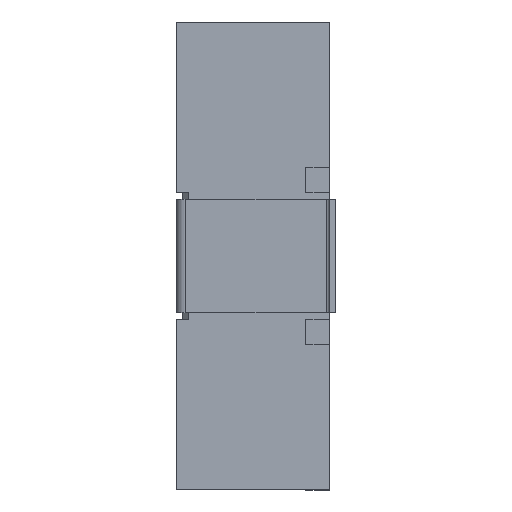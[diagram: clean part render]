
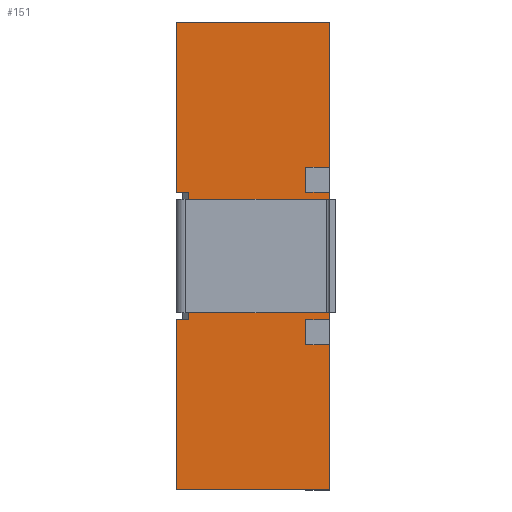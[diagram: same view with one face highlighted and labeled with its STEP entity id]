
A CAD part, left-side view. The second image highlights one B-rep face of the part: STEP entity #151.
In plain terms, the highlighted planar face has unit normal (-1, 0, 0).
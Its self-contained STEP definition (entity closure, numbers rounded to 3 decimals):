
#29 = DIRECTION ( 'NONE',  ( 0., 1., 0. ) ) ;
#80 = DIRECTION ( 'NONE',  ( 0., 0., 1. ) ) ;
#118 = VECTOR ( 'NONE', #4014, 1000. ) ;
#151 = ADVANCED_FACE ( 'NONE', ( #4129 ), #2411, .F. ) ;
#258 = VECTOR ( 'NONE', #2502, 1000. ) ;
#271 = ORIENTED_EDGE ( 'NONE', *, *, #3676, .F. ) ;
#313 = ORIENTED_EDGE ( 'NONE', *, *, #2170, .F. ) ;
#407 = CARTESIAN_POINT ( 'NONE',  ( -9.145, 0., 2.8 ) ) ;
#437 = CARTESIAN_POINT ( 'NONE',  ( -9.145, 4.83, -7.365 ) ) ;
#445 = VECTOR ( 'NONE', #1595, 1000. ) ;
#448 = ORIENTED_EDGE ( 'NONE', *, *, #984, .T. ) ;
#501 = DIRECTION ( 'NONE',  ( 0., 0., -1. ) ) ;
#574 = ORIENTED_EDGE ( 'NONE', *, *, #2635, .T. ) ;
#580 = DIRECTION ( 'NONE',  ( 0., 0., 1. ) ) ;
#618 = VECTOR ( 'NONE', #29, 1000. ) ;
#625 = VECTOR ( 'NONE', #1981, 1000. ) ;
#631 = EDGE_CURVE ( 'NONE', #1883, #938, #1586, .T. ) ;
#744 = LINE ( 'NONE', #4659, #3546 ) ;
#769 = ORIENTED_EDGE ( 'NONE', *, *, #631, .T. ) ;
#779 = LINE ( 'NONE', #3406, #3946 ) ;
#791 = VERTEX_POINT ( 'NONE', #3492 ) ;
#794 = EDGE_CURVE ( 'NONE', #2537, #4329, #744, .T. ) ;
#800 = CARTESIAN_POINT ( 'NONE',  ( -9.145, 0.75, -7.365 ) ) ;
#827 = EDGE_CURVE ( 'NONE', #2843, #1021, #2873, .T. ) ;
#881 = CARTESIAN_POINT ( 'NONE',  ( -9.145, 0., 7.365 ) ) ;
#899 = CARTESIAN_POINT ( 'NONE',  ( -9.145, 0.75, 0. ) ) ;
#915 = EDGE_CURVE ( 'NONE', #2664, #3920, #1424, .T. ) ;
#917 = LINE ( 'NONE', #2632, #3900 ) ;
#938 = VERTEX_POINT ( 'NONE', #3543 ) ;
#978 = ORIENTED_EDGE ( 'NONE', *, *, #3411, .F. ) ;
#984 = EDGE_CURVE ( 'NONE', #791, #4715, #2127, .T. ) ;
#994 = VECTOR ( 'NONE', #4713, 1000. ) ;
#1021 = VERTEX_POINT ( 'NONE', #407 ) ;
#1099 = CARTESIAN_POINT ( 'NONE',  ( -9.145, 4.83, 7.365 ) ) ;
#1101 = VECTOR ( 'NONE', #4692, 1000. ) ;
#1245 = CARTESIAN_POINT ( 'NONE',  ( -9.145, 0.75, -2. ) ) ;
#1314 = VECTOR ( 'NONE', #2650, 1000. ) ;
#1359 = ORIENTED_EDGE ( 'NONE', *, *, #2926, .T. ) ;
#1393 = LINE ( 'NONE', #3347, #4705 ) ;
#1424 = LINE ( 'NONE', #3568, #445 ) ;
#1450 = DIRECTION ( 'NONE',  ( 0., 1., 0. ) ) ;
#1486 = CARTESIAN_POINT ( 'NONE',  ( -9.145, 0.75, -2. ) ) ;
#1586 = LINE ( 'NONE', #4358, #2902 ) ;
#1595 = DIRECTION ( 'NONE',  ( 0., -1., 0. ) ) ;
#1608 = CARTESIAN_POINT ( 'NONE',  ( -9.145, 4.43, 2. ) ) ;
#1635 = DIRECTION ( 'NONE',  ( 0., -1., 0. ) ) ;
#1683 = EDGE_CURVE ( 'NONE', #2300, #791, #4680, .T. ) ;
#1752 = CARTESIAN_POINT ( 'NONE',  ( -9.145, 4.83, -2. ) ) ;
#1780 = VECTOR ( 'NONE', #80, 1000. ) ;
#1883 = VERTEX_POINT ( 'NONE', #1486 ) ;
#1901 = VERTEX_POINT ( 'NONE', #2008 ) ;
#1910 = LINE ( 'NONE', #3591, #1780 ) ;
#1981 = DIRECTION ( 'NONE',  ( 0., -1., 0. ) ) ;
#2008 = CARTESIAN_POINT ( 'NONE',  ( -9.145, 4.83, 2. ) ) ;
#2127 = LINE ( 'NONE', #2826, #618 ) ;
#2170 = EDGE_CURVE ( 'NONE', #4977, #3303, #2673, .T. ) ;
#2300 = VERTEX_POINT ( 'NONE', #1608 ) ;
#2411 = PLANE ( 'NONE',  #2667 ) ;
#2480 = ORIENTED_EDGE ( 'NONE', *, *, #794, .F. ) ;
#2502 = DIRECTION ( 'NONE',  ( 0., 0., -1. ) ) ;
#2537 = VERTEX_POINT ( 'NONE', #4618 ) ;
#2632 = CARTESIAN_POINT ( 'NONE',  ( -9.145, 0.75, 2. ) ) ;
#2635 = EDGE_CURVE ( 'NONE', #2537, #1883, #1910, .T. ) ;
#2639 = ORIENTED_EDGE ( 'NONE', *, *, #915, .F. ) ;
#2650 = DIRECTION ( 'NONE',  ( 0., 0., -1. ) ) ;
#2664 = VERTEX_POINT ( 'NONE', #4390 ) ;
#2667 = AXIS2_PLACEMENT_3D ( 'NONE', #1245, #4028, #4497 ) ;
#2673 = LINE ( 'NONE', #4666, #625 ) ;
#2717 = LINE ( 'NONE', #5071, #1101 ) ;
#2755 = EDGE_CURVE ( 'NONE', #3725, #3045, #2967, .T. ) ;
#2791 = ORIENTED_EDGE ( 'NONE', *, *, #1683, .T. ) ;
#2812 = DIRECTION ( 'NONE',  ( 0., -1., 0. ) ) ;
#2826 = CARTESIAN_POINT ( 'NONE',  ( -9.145, 0.75, -2. ) ) ;
#2843 = VERTEX_POINT ( 'NONE', #4461 ) ;
#2873 = LINE ( 'NONE', #4279, #994 ) ;
#2902 = VECTOR ( 'NONE', #2812, 1000. ) ;
#2926 = EDGE_CURVE ( 'NONE', #3045, #4329, #779, .T. ) ;
#2967 = LINE ( 'NONE', #800, #3705 ) ;
#2974 = EDGE_CURVE ( 'NONE', #938, #3920, #1393, .T. ) ;
#2989 = CARTESIAN_POINT ( 'NONE',  ( -9.145, 0., -2.8 ) ) ;
#3007 = CARTESIAN_POINT ( 'NONE',  ( -9.145, 4.43, -2. ) ) ;
#3025 = LINE ( 'NONE', #437, #118 ) ;
#3045 = VERTEX_POINT ( 'NONE', #3840 ) ;
#3101 = VECTOR ( 'NONE', #501, 1000. ) ;
#3103 = DIRECTION ( 'NONE',  ( 0., -1., 0. ) ) ;
#3303 = VERTEX_POINT ( 'NONE', #3415 ) ;
#3347 = CARTESIAN_POINT ( 'NONE',  ( -9.145, 0., -2. ) ) ;
#3406 = CARTESIAN_POINT ( 'NONE',  ( -9.145, 0., -7.365 ) ) ;
#3411 = EDGE_CURVE ( 'NONE', #2300, #1901, #917, .T. ) ;
#3415 = CARTESIAN_POINT ( 'NONE',  ( -9.145, 0., 7.365 ) ) ;
#3436 = EDGE_CURVE ( 'NONE', #4977, #1901, #2717, .T. ) ;
#3492 = CARTESIAN_POINT ( 'NONE',  ( -9.145, 4.43, -2. ) ) ;
#3543 = CARTESIAN_POINT ( 'NONE',  ( -9.145, 0., -2. ) ) ;
#3546 = VECTOR ( 'NONE', #3103, 1000. ) ;
#3568 = CARTESIAN_POINT ( 'NONE',  ( -9.145, 0.75, 2. ) ) ;
#3591 = CARTESIAN_POINT ( 'NONE',  ( -9.145, 0.75, 0. ) ) ;
#3635 = ORIENTED_EDGE ( 'NONE', *, *, #3436, .T. ) ;
#3676 = EDGE_CURVE ( 'NONE', #3303, #1021, #4463, .T. ) ;
#3705 = VECTOR ( 'NONE', #1635, 1000. ) ;
#3725 = VERTEX_POINT ( 'NONE', #4875 ) ;
#3840 = CARTESIAN_POINT ( 'NONE',  ( -9.145, 0., -7.365 ) ) ;
#3900 = VECTOR ( 'NONE', #1450, 1000. ) ;
#3920 = VERTEX_POINT ( 'NONE', #4973 ) ;
#3946 = VECTOR ( 'NONE', #4951, 1000. ) ;
#4014 = DIRECTION ( 'NONE',  ( 0., 0., 1. ) ) ;
#4028 = DIRECTION ( 'NONE',  ( 1., 0., 0. ) ) ;
#4033 = EDGE_CURVE ( 'NONE', #2843, #2664, #4347, .T. ) ;
#4042 = EDGE_CURVE ( 'NONE', #3725, #4715, #3025, .T. ) ;
#4129 = FACE_OUTER_BOUND ( 'NONE', #4477, .T. ) ;
#4279 = CARTESIAN_POINT ( 'NONE',  ( -9.145, 0.75, 2.8 ) ) ;
#4329 = VERTEX_POINT ( 'NONE', #2989 ) ;
#4347 = LINE ( 'NONE', #899, #258 ) ;
#4358 = CARTESIAN_POINT ( 'NONE',  ( -9.145, 0.75, -2. ) ) ;
#4390 = CARTESIAN_POINT ( 'NONE',  ( -9.145, 0.75, 2. ) ) ;
#4461 = CARTESIAN_POINT ( 'NONE',  ( -9.145, 0.75, 2.8 ) ) ;
#4463 = LINE ( 'NONE', #881, #3101 ) ;
#4477 = EDGE_LOOP ( 'NONE', ( #2791, #448, #4738, #4871, #1359, #2480, #574, #769, #4992, #2639, #4956, #4654, #271, #313, #3635, #978 ) ) ;
#4497 = DIRECTION ( 'NONE',  ( 0., 0., -1. ) ) ;
#4618 = CARTESIAN_POINT ( 'NONE',  ( -9.145, 0.75, -2.8 ) ) ;
#4654 = ORIENTED_EDGE ( 'NONE', *, *, #827, .T. ) ;
#4659 = CARTESIAN_POINT ( 'NONE',  ( -9.145, 0.75, -2.8 ) ) ;
#4666 = CARTESIAN_POINT ( 'NONE',  ( -9.145, 0.75, 7.365 ) ) ;
#4680 = LINE ( 'NONE', #3007, #1314 ) ;
#4692 = DIRECTION ( 'NONE',  ( 0., 0., -1. ) ) ;
#4705 = VECTOR ( 'NONE', #580, 1000. ) ;
#4713 = DIRECTION ( 'NONE',  ( 0., -1., 0. ) ) ;
#4715 = VERTEX_POINT ( 'NONE', #1752 ) ;
#4738 = ORIENTED_EDGE ( 'NONE', *, *, #4042, .F. ) ;
#4871 = ORIENTED_EDGE ( 'NONE', *, *, #2755, .T. ) ;
#4875 = CARTESIAN_POINT ( 'NONE',  ( -9.145, 4.83, -7.365 ) ) ;
#4951 = DIRECTION ( 'NONE',  ( 0., 0., 1. ) ) ;
#4956 = ORIENTED_EDGE ( 'NONE', *, *, #4033, .F. ) ;
#4973 = CARTESIAN_POINT ( 'NONE',  ( -9.145, 0., 2. ) ) ;
#4977 = VERTEX_POINT ( 'NONE', #1099 ) ;
#4992 = ORIENTED_EDGE ( 'NONE', *, *, #2974, .T. ) ;
#5071 = CARTESIAN_POINT ( 'NONE',  ( -9.145, 4.83, 7.365 ) ) ;
